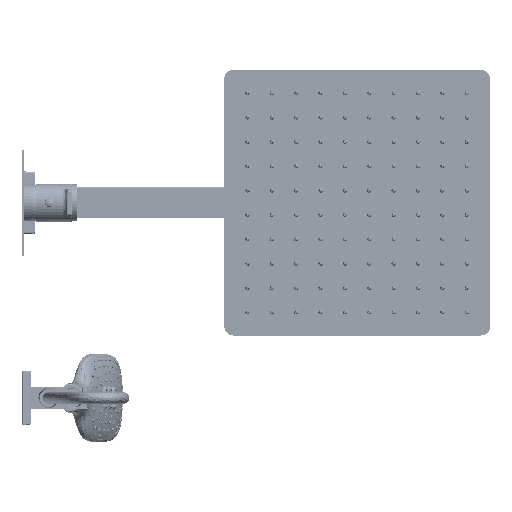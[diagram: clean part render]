
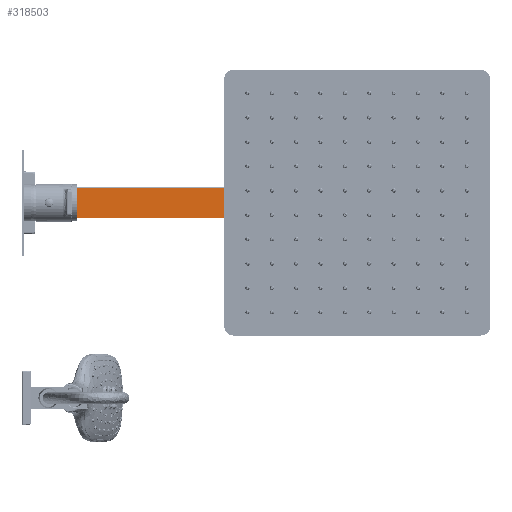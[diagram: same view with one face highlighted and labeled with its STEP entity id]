
A CAD part, front view. The second image highlights one B-rep face of the part: STEP entity #318503.
In plain terms, the highlighted planar face has unit normal (0, -1, 0).
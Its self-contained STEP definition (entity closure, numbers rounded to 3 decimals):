
#26162 = EDGE_CURVE ( 'NONE', #445123, #445123, #159781, .T. ) ;
#35794 = EDGE_CURVE ( 'NONE', #176475, #109302, #198937, .T. ) ;
#78266 = VECTOR ( 'NONE', #201185, 1000. ) ;
#86878 = PLANE ( 'NONE',  #285156 ) ;
#89716 = DIRECTION ( 'NONE',  ( 1., 0., 0. ) ) ;
#109302 = VERTEX_POINT ( 'NONE', #311864 ) ;
#116600 = ORIENTED_EDGE ( 'NONE', *, *, #437991, .T. ) ;
#153202 = FACE_BOUND ( 'NONE', #278504, .T. ) ;
#155461 = EDGE_LOOP ( 'NONE', ( #431358, #116600, #393104, #273236 ) ) ;
#157680 = CARTESIAN_POINT ( 'NONE',  ( 455.936, 842.375, -17.625 ) ) ;
#159781 = CIRCLE ( 'NONE', #166972, 7.475 ) ;
#166972 = AXIS2_PLACEMENT_3D ( 'NONE', #362690, #296418, #262135 ) ;
#176475 = VERTEX_POINT ( 'NONE', #401377 ) ;
#198937 = LINE ( 'NONE', #411327, #78266 ) ;
#200696 = CARTESIAN_POINT ( 'NONE',  ( 426.936, 842.375, 7.475 ) ) ;
#201185 = DIRECTION ( 'NONE',  ( 0., 0., 1. ) ) ;
#206292 = VECTOR ( 'NONE', #248055, 1000. ) ;
#213736 = CARTESIAN_POINT ( 'NONE',  ( 55.936, 842.375, -17.625 ) ) ;
#220380 = VECTOR ( 'NONE', #89716, 1000. ) ;
#235240 = DIRECTION ( 'NONE',  ( -1., 0., 0. ) ) ;
#248055 = DIRECTION ( 'NONE',  ( 0., 0., 1. ) ) ;
#262135 = DIRECTION ( 'NONE',  ( 0., 0., 1. ) ) ;
#265708 = CARTESIAN_POINT ( 'NONE',  ( 455.936, 842.375, -17.125 ) ) ;
#273236 = ORIENTED_EDGE ( 'NONE', *, *, #417580, .T. ) ;
#278504 = EDGE_LOOP ( 'NONE', ( #399860 ) ) ;
#285156 = AXIS2_PLACEMENT_3D ( 'NONE', #157680, #427433, #329156 ) ;
#296418 = DIRECTION ( 'NONE',  ( 0., -1., 0. ) ) ;
#303809 = LINE ( 'NONE', #340325, #371551 ) ;
#311864 = CARTESIAN_POINT ( 'NONE',  ( 455.936, 842.375, 17.125 ) ) ;
#318503 = ADVANCED_FACE ( 'NONE', ( #153202, #399911 ), #86878, .T. ) ;
#320662 = VERTEX_POINT ( 'NONE', #440026 ) ;
#321115 = LINE ( 'NONE', #213736, #206292 ) ;
#329156 = DIRECTION ( 'NONE',  ( 0., 0., 1. ) ) ;
#340325 = CARTESIAN_POINT ( 'NONE',  ( 455.936, 842.375, 17.125 ) ) ;
#362690 = CARTESIAN_POINT ( 'NONE',  ( 426.936, 842.375, 0. ) ) ;
#365321 = EDGE_CURVE ( 'NONE', #320662, #436000, #321115, .T. ) ;
#371551 = VECTOR ( 'NONE', #235240, 1000. ) ;
#372983 = LINE ( 'NONE', #265708, #220380 ) ;
#388581 = CARTESIAN_POINT ( 'NONE',  ( 55.936, 842.375, 17.125 ) ) ;
#393104 = ORIENTED_EDGE ( 'NONE', *, *, #35794, .T. ) ;
#399860 = ORIENTED_EDGE ( 'NONE', *, *, #26162, .F. ) ;
#399911 = FACE_OUTER_BOUND ( 'NONE', #155461, .T. ) ;
#401377 = CARTESIAN_POINT ( 'NONE',  ( 455.936, 842.375, -17.125 ) ) ;
#411327 = CARTESIAN_POINT ( 'NONE',  ( 455.936, 842.375, -17.625 ) ) ;
#417580 = EDGE_CURVE ( 'NONE', #109302, #436000, #303809, .T. ) ;
#427433 = DIRECTION ( 'NONE',  ( 0., -1., 0. ) ) ;
#431358 = ORIENTED_EDGE ( 'NONE', *, *, #365321, .F. ) ;
#436000 = VERTEX_POINT ( 'NONE', #388581 ) ;
#437991 = EDGE_CURVE ( 'NONE', #320662, #176475, #372983, .T. ) ;
#440026 = CARTESIAN_POINT ( 'NONE',  ( 55.936, 842.375, -17.125 ) ) ;
#445123 = VERTEX_POINT ( 'NONE', #200696 ) ;
